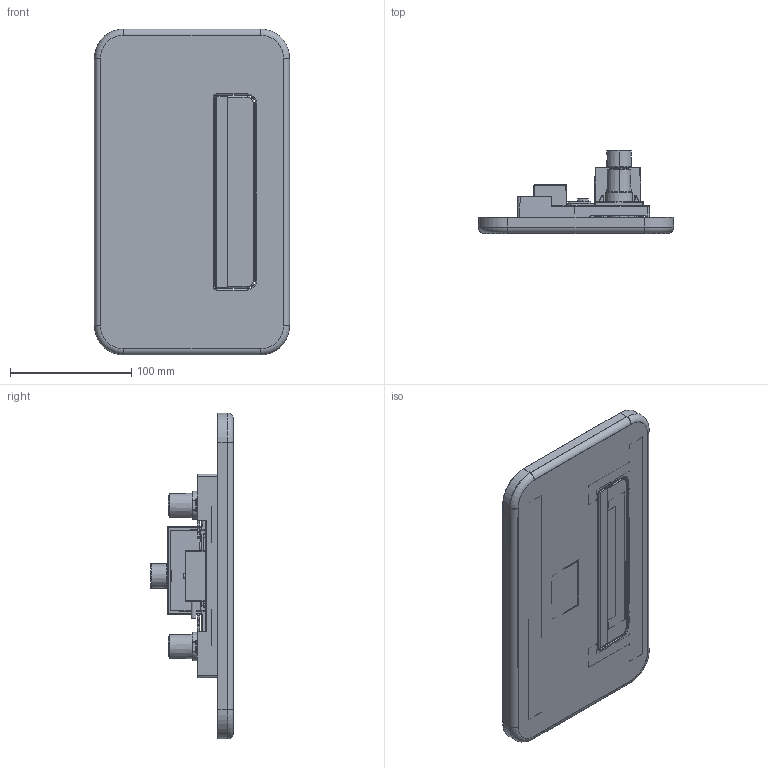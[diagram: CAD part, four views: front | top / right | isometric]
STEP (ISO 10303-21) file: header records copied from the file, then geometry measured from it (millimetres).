
FILE_DESCRIPTION(/* description */ (''),/* implementation_level */ '2;1');
FILE_NAME(/* name */ 'btp_proactive_edelstahl_asm_27-10-2022.stp',/* time_stamp */ '2022-10-27T09:37:27+02:00',/* author */ (''),/* organization */ (''),/* preprocessor_version */ 'ST-DEVELOPER v18.1',/* originating_system */ 'SIEMENS PLM Software NX 1973',/* authorisation */ '');
FILE_SCHEMA (('AUTOMOTIVE_DESIGN { 1 0 10303 214 3 1 1 1 }'));
Products named in the file (1): Muel513C2251ehus
Bounding box: 161 x 68.5 x 269 mm (x, y, z)
Volume: 487667.9 mm3; surface area: 493618.5 mm2
Topology: 20 solids, 20 shells, 5485 faces, 13109 edges, 7677 vertices
Faces by surface type: cylinder 2103, plane 1457, bspline 738, torus 469, sphere 358, cone 242, revolution 118
Entity records: 198111 total; most frequent: CARTESIAN_POINT 77275, ORIENTED_EDGE 26178, DIRECTION 24207, EDGE_CURVE 13089, AXIS2_PLACEMENT_3D 9160, VERTEX_POINT 7676, LINE 5769, VECTOR 5769
